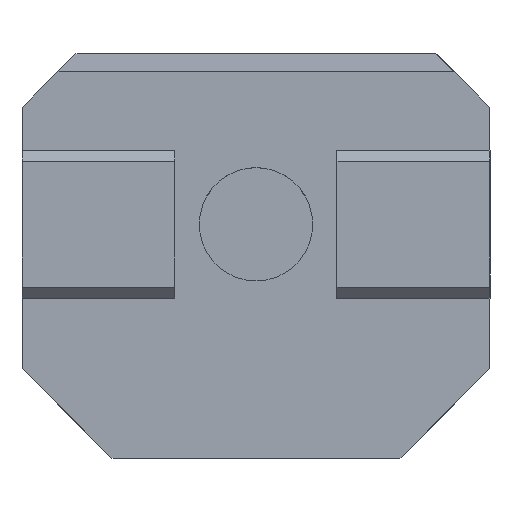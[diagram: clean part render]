
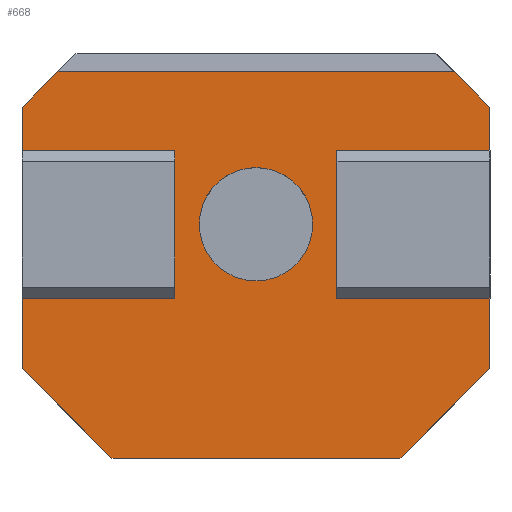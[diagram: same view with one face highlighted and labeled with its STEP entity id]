
A CAD part, top view. The second image highlights one B-rep face of the part: STEP entity #668.
In plain terms, the highlighted planar face has unit normal (0, 0, 1).
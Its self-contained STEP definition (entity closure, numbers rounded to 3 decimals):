
#18=FACE_BOUND('',#248,.T.);
#25=LINE('',#941,#114);
#30=LINE('',#951,#119);
#35=LINE('',#960,#124);
#40=LINE('',#970,#129);
#48=LINE('',#988,#137);
#54=LINE('',#999,#143);
#56=LINE('',#1004,#145);
#57=LINE('',#1006,#146);
#58=LINE('',#1008,#147);
#59=LINE('',#1010,#148);
#60=LINE('',#1011,#149);
#61=LINE('',#1013,#150);
#62=LINE('',#1015,#151);
#63=LINE('',#1017,#152);
#64=LINE('',#1019,#153);
#65=LINE('',#1020,#154);
#114=VECTOR('',#764,10.);
#119=VECTOR('',#771,10.);
#124=VECTOR('',#776,10.);
#129=VECTOR('',#785,10.);
#137=VECTOR('',#797,10.);
#143=VECTOR('',#809,10.);
#145=VECTOR('',#815,10.);
#146=VECTOR('',#816,10.);
#147=VECTOR('',#817,10.);
#148=VECTOR('',#818,10.);
#149=VECTOR('',#819,10.);
#150=VECTOR('',#820,10.);
#151=VECTOR('',#821,10.);
#152=VECTOR('',#822,10.);
#153=VECTOR('',#823,10.);
#154=VECTOR('',#824,10.);
#210=FACE_OUTER_BOUND('',#247,.T.);
#247=EDGE_LOOP('',(#490,#491,#492,#493,#494,#495,#496,#497,#498,#499,#500,
#501,#502,#503,#504,#505));
#248=EDGE_LOOP('',(#506));
#275=CIRCLE('',#721,3.15);
#284=VERTEX_POINT('',#938);
#285=VERTEX_POINT('',#940);
#288=VERTEX_POINT('',#948);
#289=VERTEX_POINT('',#950);
#293=VERTEX_POINT('',#958);
#296=VERTEX_POINT('',#968);
#303=VERTEX_POINT('',#985);
#304=VERTEX_POINT('',#987);
#307=VERTEX_POINT('',#1003);
#308=VERTEX_POINT('',#1005);
#309=VERTEX_POINT('',#1007);
#310=VERTEX_POINT('',#1009);
#311=VERTEX_POINT('',#1012);
#312=VERTEX_POINT('',#1014);
#313=VERTEX_POINT('',#1016);
#314=VERTEX_POINT('',#1018);
#315=VERTEX_POINT('',#1021);
#346=EDGE_CURVE('',#285,#284,#25,.T.);
#351=EDGE_CURVE('',#289,#288,#30,.T.);
#356=EDGE_CURVE('',#284,#293,#35,.T.);
#361=EDGE_CURVE('',#288,#296,#40,.T.);
#369=EDGE_CURVE('',#304,#303,#48,.T.);
#375=EDGE_CURVE('',#296,#285,#54,.T.);
#377=EDGE_CURVE('',#307,#293,#56,.T.);
#378=EDGE_CURVE('',#307,#308,#57,.T.);
#379=EDGE_CURVE('',#309,#308,#58,.T.);
#380=EDGE_CURVE('',#309,#310,#59,.T.);
#381=EDGE_CURVE('',#310,#304,#60,.T.);
#382=EDGE_CURVE('',#303,#311,#61,.T.);
#383=EDGE_CURVE('',#311,#312,#62,.T.);
#384=EDGE_CURVE('',#313,#312,#63,.T.);
#385=EDGE_CURVE('',#313,#314,#64,.T.);
#386=EDGE_CURVE('',#289,#314,#65,.T.);
#387=EDGE_CURVE('',#315,#315,#275,.T.);
#490=ORIENTED_EDGE('',*,*,#361,.T.);
#491=ORIENTED_EDGE('',*,*,#375,.T.);
#492=ORIENTED_EDGE('',*,*,#346,.T.);
#493=ORIENTED_EDGE('',*,*,#356,.T.);
#494=ORIENTED_EDGE('',*,*,#377,.F.);
#495=ORIENTED_EDGE('',*,*,#378,.T.);
#496=ORIENTED_EDGE('',*,*,#379,.F.);
#497=ORIENTED_EDGE('',*,*,#380,.T.);
#498=ORIENTED_EDGE('',*,*,#381,.T.);
#499=ORIENTED_EDGE('',*,*,#369,.T.);
#500=ORIENTED_EDGE('',*,*,#382,.T.);
#501=ORIENTED_EDGE('',*,*,#383,.T.);
#502=ORIENTED_EDGE('',*,*,#384,.F.);
#503=ORIENTED_EDGE('',*,*,#385,.T.);
#504=ORIENTED_EDGE('',*,*,#386,.F.);
#505=ORIENTED_EDGE('',*,*,#351,.T.);
#506=ORIENTED_EDGE('',*,*,#387,.T.);
#634=PLANE('',#720);
#668=ADVANCED_FACE('',(#210,#18),#634,.T.);
#720=AXIS2_PLACEMENT_3D('',#1002,#813,#814);
#721=AXIS2_PLACEMENT_3D('',#1022,#825,#826);
#764=DIRECTION('',(1.,0.,0.));
#771=DIRECTION('',(0.,1.,0.));
#776=DIRECTION('',(0.,1.,0.));
#785=DIRECTION('',(-1.,0.,0.));
#797=DIRECTION('',(0.,-1.,0.));
#809=DIRECTION('',(0.,1.,0.));
#813=DIRECTION('center_axis',(0.,0.,1.));
#814=DIRECTION('ref_axis',(1.,0.,0.));
#815=DIRECTION('',(0.707,-0.707,0.));
#816=DIRECTION('',(-1.,0.,0.));
#817=DIRECTION('',(0.707,0.707,0.));
#818=DIRECTION('',(0.,-1.,0.));
#819=DIRECTION('',(1.,0.,0.));
#820=DIRECTION('',(-1.,0.,0.));
#821=DIRECTION('',(0.,-1.,0.));
#822=DIRECTION('',(-0.707,0.707,0.));
#823=DIRECTION('',(1.,0.,0.));
#824=DIRECTION('',(-0.707,-0.707,0.));
#825=DIRECTION('center_axis',(0.,0.,-1.));
#826=DIRECTION('ref_axis',(1.,0.,0.));
#938=CARTESIAN_POINT('',(13.,4.1,10.));
#940=CARTESIAN_POINT('',(4.5,4.1,10.));
#941=CARTESIAN_POINT('',(6.5,4.1,10.));
#948=CARTESIAN_POINT('',(13.,-4.1,10.));
#950=CARTESIAN_POINT('',(13.,-8.,10.));
#951=CARTESIAN_POINT('',(13.,-13.,10.));
#958=CARTESIAN_POINT('',(13.,6.5,10.));
#960=CARTESIAN_POINT('',(13.,-13.,10.));
#968=CARTESIAN_POINT('',(4.5,-4.1,10.));
#970=CARTESIAN_POINT('',(2.25,-4.1,10.));
#985=CARTESIAN_POINT('',(-4.5,-4.1,10.));
#987=CARTESIAN_POINT('',(-4.5,4.1,10.));
#988=CARTESIAN_POINT('',(-4.5,-3.175,10.));
#999=CARTESIAN_POINT('',(4.5,0.925,10.));
#1002=CARTESIAN_POINT('Origin',(0.,-2.25,10.));
#1003=CARTESIAN_POINT('',(11.,8.5,10.));
#1004=CARTESIAN_POINT('',(11.188,8.313,10.));
#1005=CARTESIAN_POINT('',(-11.,8.5,10.));
#1006=CARTESIAN_POINT('',(13.,8.5,10.));
#1007=CARTESIAN_POINT('',(-13.,6.5,10.));
#1008=CARTESIAN_POINT('',(-11.188,8.313,10.));
#1009=CARTESIAN_POINT('',(-13.,4.1,10.));
#1010=CARTESIAN_POINT('',(-13.,-13.,10.));
#1011=CARTESIAN_POINT('',(-2.25,4.1,10.));
#1012=CARTESIAN_POINT('',(-13.,-4.1,10.));
#1013=CARTESIAN_POINT('',(-6.5,-4.1,10.));
#1014=CARTESIAN_POINT('',(-13.,-8.,10.));
#1015=CARTESIAN_POINT('',(-13.,-13.,10.));
#1016=CARTESIAN_POINT('',(-8.,-13.,10.));
#1017=CARTESIAN_POINT('',(-9.938,-11.063,10.));
#1018=CARTESIAN_POINT('',(8.,-13.,10.));
#1019=CARTESIAN_POINT('',(13.,-13.,10.));
#1020=CARTESIAN_POINT('',(9.938,-11.063,10.));
#1021=CARTESIAN_POINT('',(-3.15,0.,10.));
#1022=CARTESIAN_POINT('Origin',(0.,0.,10.));
